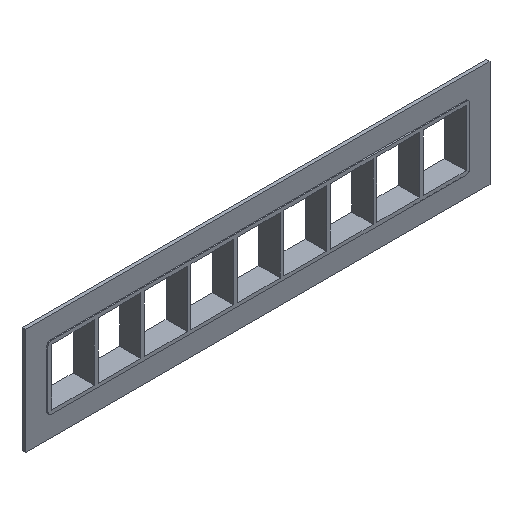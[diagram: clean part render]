
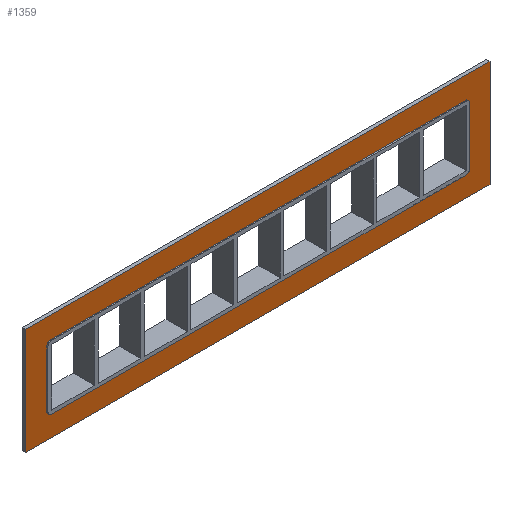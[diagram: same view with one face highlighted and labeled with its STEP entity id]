
A CAD part, isometric view. The second image highlights one B-rep face of the part: STEP entity #1359.
In plain terms, the highlighted planar face has unit normal (0, -1, 0).
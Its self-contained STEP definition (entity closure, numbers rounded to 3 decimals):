
#1250=CARTESIAN_POINT('',(0.0,0.0,0.0));
#1251=DIRECTION('',(0.0,1.0,0.0));
#1252=DIRECTION('',(0.0,0.0,1.0));
#1253=AXIS2_PLACEMENT_3D('',#1250,#1251,#1252);
#1254=PLANE('',#1253);
#1255=CARTESIAN_POINT('',(-652.25,0.0,149.75));
#1256=VERTEX_POINT('',#1255);
#1257=CARTESIAN_POINT('',(652.25,0.0,149.75));
#1258=VERTEX_POINT('',#1257);
#1259=CARTESIAN_POINT('',(-652.25,0.0,149.75));
#1260=DIRECTION('',(1.0,0.0,0.0));
#1261=VECTOR('',#1260,1304.5);
#1262=LINE('',#1259,#1261);
#1263=EDGE_CURVE('',#1256,#1258,#1262,.T.);
#1264=ORIENTED_EDGE('',*,*,#1263,.F.);
#1265=CARTESIAN_POINT('',(-652.25,0.0,-149.75));
#1266=VERTEX_POINT('',#1265);
#1267=CARTESIAN_POINT('',(-652.25,0.0,-149.75));
#1268=DIRECTION('',(0.0,0.0,1.0));
#1269=VECTOR('',#1268,299.5);
#1270=LINE('',#1267,#1269);
#1271=EDGE_CURVE('',#1266,#1256,#1270,.T.);
#1272=ORIENTED_EDGE('',*,*,#1271,.F.);
#1273=CARTESIAN_POINT('',(652.25,0.0,-149.75));
#1274=VERTEX_POINT('',#1273);
#1275=CARTESIAN_POINT('',(652.25,0.0,-149.75));
#1276=DIRECTION('',(-1.0,0.0,0.0));
#1277=VECTOR('',#1276,1304.5);
#1278=LINE('',#1275,#1277);
#1279=EDGE_CURVE('',#1274,#1266,#1278,.T.);
#1280=ORIENTED_EDGE('',*,*,#1279,.F.);
#1281=CARTESIAN_POINT('',(652.25,0.0,149.75));
#1282=DIRECTION('',(0.0,0.0,-1.0));
#1283=VECTOR('',#1282,299.5);
#1284=LINE('',#1281,#1283);
#1285=EDGE_CURVE('',#1258,#1274,#1284,.T.);
#1286=ORIENTED_EDGE('',*,*,#1285,.F.);
#1287=EDGE_LOOP('',(#1264,#1272,#1280,#1286));
#1288=FACE_OUTER_BOUND('',#1287,.T.);
#1289=CARTESIAN_POINT('',(-592.25,0.0,-79.75));
#1290=VERTEX_POINT('',#1289);
#1291=CARTESIAN_POINT('',(-582.25,0.0,-89.75));
#1292=VERTEX_POINT('',#1291);
#1293=CARTESIAN_POINT('',(-582.25,0.0,-79.75));
#1294=DIRECTION('',(0.0,-1.0,0.0));
#1295=DIRECTION('',(-0.707,0.0,-0.707));
#1296=AXIS2_PLACEMENT_3D('',#1293,#1294,#1295);
#1297=CIRCLE('',#1296,10.);
#1298=EDGE_CURVE('',#1290,#1292,#1297,.T.);
#1299=ORIENTED_EDGE('',*,*,#1298,.F.);
#1300=CARTESIAN_POINT('',(-592.25,0.0,79.75));
#1301=VERTEX_POINT('',#1300);
#1302=CARTESIAN_POINT('',(-592.25,0.0,79.75));
#1303=DIRECTION('',(0.0,0.0,-1.0));
#1304=VECTOR('',#1303,159.5);
#1305=LINE('',#1302,#1304);
#1306=EDGE_CURVE('',#1301,#1290,#1305,.T.);
#1307=ORIENTED_EDGE('',*,*,#1306,.F.);
#1308=CARTESIAN_POINT('',(-582.25,0.0,89.75));
#1309=VERTEX_POINT('',#1308);
#1310=CARTESIAN_POINT('',(-582.25,0.0,79.75));
#1311=DIRECTION('',(0.0,-1.0,0.0));
#1312=DIRECTION('',(-0.707,0.0,0.707));
#1313=AXIS2_PLACEMENT_3D('',#1310,#1311,#1312);
#1314=CIRCLE('',#1313,10.);
#1315=EDGE_CURVE('',#1309,#1301,#1314,.T.);
#1316=ORIENTED_EDGE('',*,*,#1315,.F.);
#1317=CARTESIAN_POINT('',(582.25,0.0,89.75));
#1318=VERTEX_POINT('',#1317);
#1319=CARTESIAN_POINT('',(582.25,0.0,89.75));
#1320=DIRECTION('',(-1.0,0.0,0.0));
#1321=VECTOR('',#1320,1164.5);
#1322=LINE('',#1319,#1321);
#1323=EDGE_CURVE('',#1318,#1309,#1322,.T.);
#1324=ORIENTED_EDGE('',*,*,#1323,.F.);
#1325=CARTESIAN_POINT('',(592.25,0.0,79.75));
#1326=VERTEX_POINT('',#1325);
#1327=CARTESIAN_POINT('',(582.25,0.0,79.75));
#1328=DIRECTION('',(0.0,-1.0,0.0));
#1329=DIRECTION('',(0.707,0.0,0.707));
#1330=AXIS2_PLACEMENT_3D('',#1327,#1328,#1329);
#1331=CIRCLE('',#1330,10.);
#1332=EDGE_CURVE('',#1326,#1318,#1331,.T.);
#1333=ORIENTED_EDGE('',*,*,#1332,.F.);
#1334=CARTESIAN_POINT('',(592.25,0.0,-79.75));
#1335=VERTEX_POINT('',#1334);
#1336=CARTESIAN_POINT('',(592.25,0.0,-79.75));
#1337=DIRECTION('',(0.0,0.0,1.0));
#1338=VECTOR('',#1337,159.5);
#1339=LINE('',#1336,#1338);
#1340=EDGE_CURVE('',#1335,#1326,#1339,.T.);
#1341=ORIENTED_EDGE('',*,*,#1340,.F.);
#1342=CARTESIAN_POINT('',(582.25,0.0,-89.75));
#1343=VERTEX_POINT('',#1342);
#1344=CARTESIAN_POINT('',(582.25,0.0,-79.75));
#1345=DIRECTION('',(0.0,-1.0,0.0));
#1346=DIRECTION('',(0.707,0.0,-0.707));
#1347=AXIS2_PLACEMENT_3D('',#1344,#1345,#1346);
#1348=CIRCLE('',#1347,10.);
#1349=EDGE_CURVE('',#1343,#1335,#1348,.T.);
#1350=ORIENTED_EDGE('',*,*,#1349,.F.);
#1351=CARTESIAN_POINT('',(-582.25,0.0,-89.75));
#1352=DIRECTION('',(1.0,0.0,0.0));
#1353=VECTOR('',#1352,1164.5);
#1354=LINE('',#1351,#1353);
#1355=EDGE_CURVE('',#1292,#1343,#1354,.T.);
#1356=ORIENTED_EDGE('',*,*,#1355,.F.);
#1357=EDGE_LOOP('',(#1299,#1307,#1316,#1324,#1333,#1341,#1350,#1356));
#1358=FACE_BOUND('',#1357,.T.);
#1359=ADVANCED_FACE('',(#1288,#1358),#1254,.F.);
